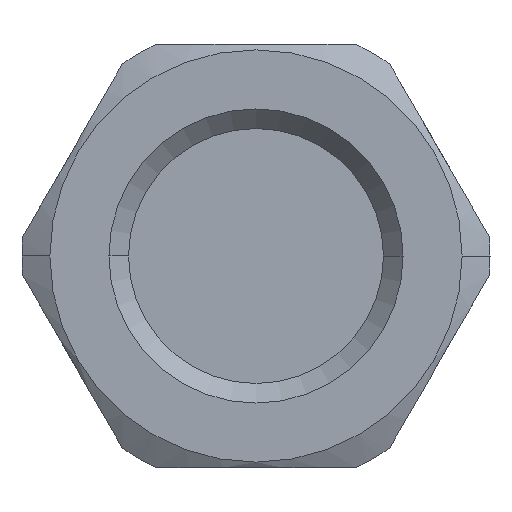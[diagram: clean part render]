
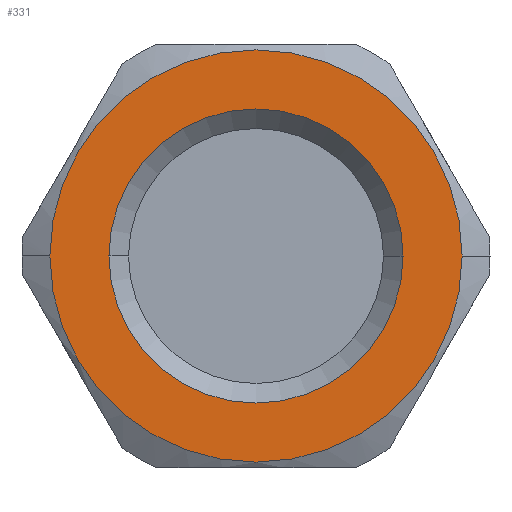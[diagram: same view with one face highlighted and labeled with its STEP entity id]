
A CAD part, left-side view. The second image highlights one B-rep face of the part: STEP entity #331.
In plain terms, the highlighted planar face has unit normal (-1, 0, 0).
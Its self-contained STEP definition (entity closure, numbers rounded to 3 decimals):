
#331 = ADVANCED_FACE ( 'NONE', ( #1595, #1594 ), #1278, .T. ) ;
#411 = DIRECTION ( 'NONE',  ( 1., 0., 0. ) ) ;
#412 = CARTESIAN_POINT ( 'NONE',  ( -35., 0., 0. ) ) ;
#414 = DIRECTION ( 'NONE',  ( 0., -1., 0. ) ) ;
#415 = CARTESIAN_POINT ( 'NONE',  ( -35., 0., 0. ) ) ;
#416 = DIRECTION ( 'NONE',  ( 1., 0., 0. ) ) ;
#417 = DIRECTION ( 'NONE',  ( 0., -1., 0. ) ) ;
#424 = DIRECTION ( 'NONE',  ( 1., 0., 0. ) ) ;
#427 = CARTESIAN_POINT ( 'NONE',  ( -35., 0., 0. ) ) ;
#434 = DIRECTION ( 'NONE',  ( 0., -1., 0. ) ) ;
#464 = DIRECTION ( 'NONE',  ( 1., 0., 0. ) ) ;
#465 = CARTESIAN_POINT ( 'NONE',  ( -35., 0., 0. ) ) ;
#466 = DIRECTION ( 'NONE',  ( 0., -1., 0. ) ) ;
#503 = CARTESIAN_POINT ( 'NONE',  ( -35., 6.6, 0. ) ) ;
#549 = ORIENTED_EDGE ( 'NONE', *, *, #1088, .T. ) ;
#550 = ORIENTED_EDGE ( 'NONE', *, *, #968, .T. ) ;
#551 = ORIENTED_EDGE ( 'NONE', *, *, #1018, .F. ) ;
#552 = ORIENTED_EDGE ( 'NONE', *, *, #967, .F. ) ;
#864 = VERTEX_POINT ( 'NONE', #503 ) ;
#967 = EDGE_CURVE ( 'NONE', #1265, #1222, #1492, .T. ) ;
#968 = EDGE_CURVE ( 'NONE', #1252, #864, #1491, .T. ) ;
#1018 = EDGE_CURVE ( 'NONE', #1222, #1265, #1481, .T. ) ;
#1023 = AXIS2_PLACEMENT_3D ( 'NONE', #427, #424, #434 ) ;
#1034 = AXIS2_PLACEMENT_3D ( 'NONE', #465, #464, #466 ) ;
#1038 = AXIS2_PLACEMENT_3D ( 'NONE', #415, #416, #417 ) ;
#1039 = AXIS2_PLACEMENT_3D ( 'NONE', #412, #411, #414 ) ;
#1088 = EDGE_CURVE ( 'NONE', #864, #1252, #1453, .T. ) ;
#1140 = AXIS2_PLACEMENT_3D ( 'NONE', #1279, #1280, #1282 ) ;
#1222 = VERTEX_POINT ( 'NONE', #1781 ) ;
#1252 = VERTEX_POINT ( 'NONE', #1811 ) ;
#1265 = VERTEX_POINT ( 'NONE', #1824 ) ;
#1278 = PLANE ( 'NONE',  #1140 ) ;
#1279 = CARTESIAN_POINT ( 'NONE',  ( -35., -9.25, 0. ) ) ;
#1280 = DIRECTION ( 'NONE',  ( -1., 0., 0. ) ) ;
#1282 = DIRECTION ( 'NONE',  ( 0., 1., 0. ) ) ;
#1453 = CIRCLE ( 'NONE', #1023, 6.6 ) ;
#1481 = CIRCLE ( 'NONE', #1034, 9.25 ) ;
#1491 = CIRCLE ( 'NONE', #1038, 6.6 ) ;
#1492 = CIRCLE ( 'NONE', #1039, 9.25 ) ;
#1594 = FACE_OUTER_BOUND ( 'NONE', #1724, .T. ) ;
#1595 = FACE_BOUND ( 'NONE', #1725, .T. ) ;
#1724 = EDGE_LOOP ( 'NONE', ( #551, #552 ) ) ;
#1725 = EDGE_LOOP ( 'NONE', ( #549, #550 ) ) ;
#1781 = CARTESIAN_POINT ( 'NONE',  ( -35., -9.25, 0. ) ) ;
#1811 = CARTESIAN_POINT ( 'NONE',  ( -35., -6.6, 0. ) ) ;
#1824 = CARTESIAN_POINT ( 'NONE',  ( -35., 9.25, 0. ) ) ;
